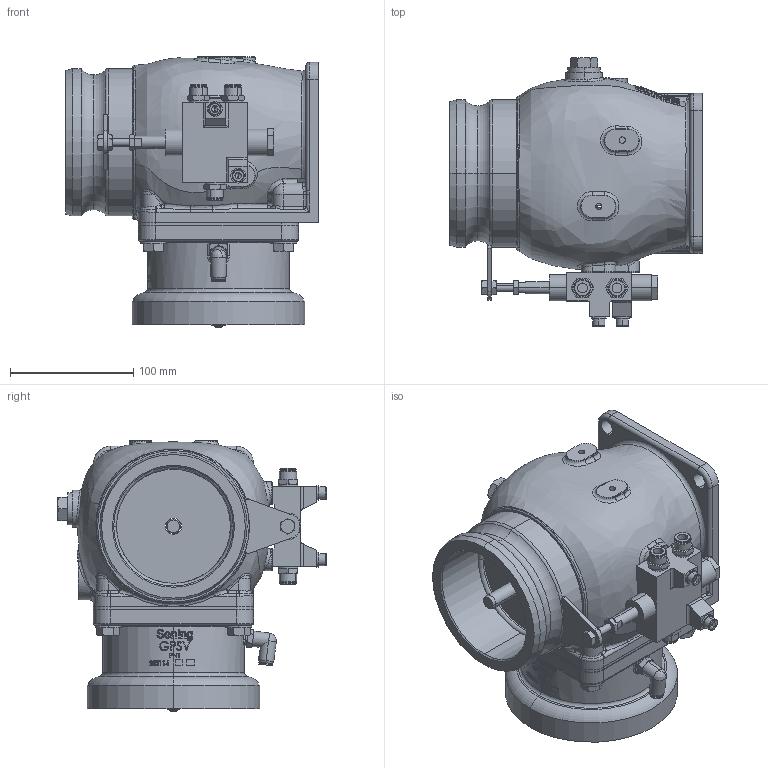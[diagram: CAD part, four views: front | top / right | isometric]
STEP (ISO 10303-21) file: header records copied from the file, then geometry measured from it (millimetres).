
FILE_DESCRIPTION (( 'STEP AP214' ), '1' );
FILE_NAME ('GPVZ2.STEP', '2013-12-30T07:48:12', ( 'Admin2' ), ( '' ), 'SwSTEP 2.0', 'SolidWorks 2010', '' );
FILE_SCHEMA (( 'AUTOMOTIVE_DESIGN' ));
Length unit declared in the file: millimetre
Products named in the file (1): GPVZ2
Bounding box: 205 x 218.1 x 219.7 mm (x, y, z)
Surface area: 342698.5 mm2 (no closed solid volume)
Topology: 0 solids, 47 shells, 1759 faces, 5394 edges, 3616 vertices
Faces by surface type: plane 926, bspline 350, cylinder 270, cone 136, torus 65, sphere 12
Entity records: 204896 total; most frequent: CARTESIAN_POINT 141755, ORIENTED_EDGE 9042, DIRECTION 7704, EDGE_CURVE 5368, VERTEX_POINT 3610, VECTOR 2684, LINE 2684, AXIS2_PLACEMENT_3D 2510
